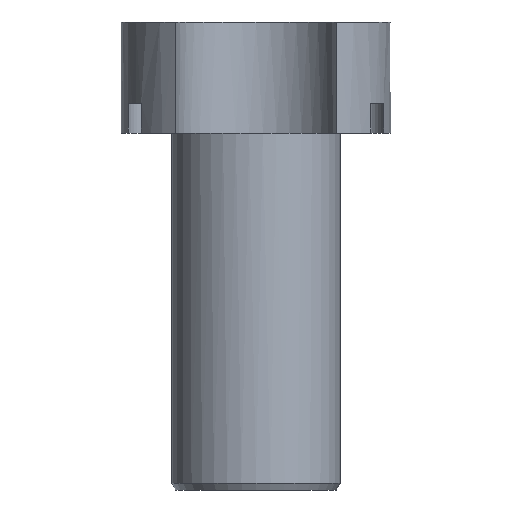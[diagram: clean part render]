
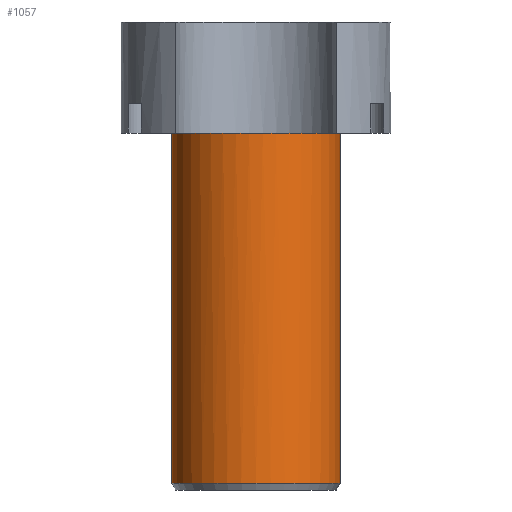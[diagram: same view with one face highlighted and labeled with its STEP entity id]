
A CAD part, front view. The second image highlights one B-rep face of the part: STEP entity #1057.
In plain terms, the highlighted cylindrical face has radius 12.5 mm (diameter 25 mm), a partial arc.
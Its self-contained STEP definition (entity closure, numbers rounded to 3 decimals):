
#54 = CARTESIAN_POINT ( 'NONE',  ( 0., 0., 1. ) ) ;
#55 = ORIENTED_EDGE ( 'NONE', *, *, #167, .F. ) ;
#68 = DIRECTION ( 'NONE',  ( -1., 0., 0. ) ) ;
#91 = DIRECTION ( 'NONE',  ( 0., 0., 1. ) ) ;
#98 = AXIS2_PLACEMENT_3D ( 'NONE', #54, #770, #508 ) ;
#123 = CYLINDRICAL_SURFACE ( 'NONE', #694, 12.5 ) ;
#167 = EDGE_CURVE ( 'NONE', #1457, #1369, #635, .T. ) ;
#180 = LINE ( 'NONE', #309, #904 ) ;
#222 = DIRECTION ( 'NONE',  ( 1., 0., 0. ) ) ;
#242 = VECTOR ( 'NONE', #1561, 1000. ) ;
#298 = ORIENTED_EDGE ( 'NONE', *, *, #887, .T. ) ;
#309 = CARTESIAN_POINT ( 'NONE',  ( 12.5, 0., 2. ) ) ;
#323 = CARTESIAN_POINT ( 'NONE',  ( 12.5, 0., 1. ) ) ;
#407 = CIRCLE ( 'NONE', #1547, 12.5 ) ;
#472 = EDGE_CURVE ( 'NONE', #1313, #1437, #1455, .T. ) ;
#493 = ORIENTED_EDGE ( 'NONE', *, *, #1283, .F. ) ;
#508 = DIRECTION ( 'NONE',  ( 1., 0., 0. ) ) ;
#599 = DIRECTION ( 'NONE',  ( 0., 0., -1. ) ) ;
#625 = CARTESIAN_POINT ( 'NONE',  ( -9.68, -7.908, 53. ) ) ;
#635 = CIRCLE ( 'NONE', #1230, 12.5 ) ;
#670 = EDGE_CURVE ( 'NONE', #1369, #1469, #1658, .T. ) ;
#690 = CARTESIAN_POINT ( 'NONE',  ( -12.5, 0., 53. ) ) ;
#694 = AXIS2_PLACEMENT_3D ( 'NONE', #1765, #1359, #68 ) ;
#709 = VERTEX_POINT ( 'NONE', #690 ) ;
#770 = DIRECTION ( 'NONE',  ( 0., 0., 1. ) ) ;
#817 = EDGE_LOOP ( 'NONE', ( #493, #1608, #55, #1226, #298, #1064 ) ) ;
#859 = FACE_OUTER_BOUND ( 'NONE', #817, .T. ) ;
#887 = EDGE_CURVE ( 'NONE', #709, #1313, #1546, .T. ) ;
#900 = CARTESIAN_POINT ( 'NONE',  ( 12.5, 0., 53. ) ) ;
#904 = VECTOR ( 'NONE', #599, 1000. ) ;
#1022 = DIRECTION ( 'NONE',  ( 0., 0., 1. ) ) ;
#1057 = ADVANCED_FACE ( 'NONE', ( #859 ), #123, .T. ) ;
#1064 = ORIENTED_EDGE ( 'NONE', *, *, #472, .T. ) ;
#1136 = CARTESIAN_POINT ( 'NONE',  ( -12.5, 0., 1. ) ) ;
#1226 = ORIENTED_EDGE ( 'NONE', *, *, #1318, .F. ) ;
#1228 = DIRECTION ( 'NONE',  ( 1., 0., 0. ) ) ;
#1230 = AXIS2_PLACEMENT_3D ( 'NONE', #1645, #91, #1228 ) ;
#1237 = CARTESIAN_POINT ( 'NONE',  ( 0., 0., 53. ) ) ;
#1283 = EDGE_CURVE ( 'NONE', #1469, #1437, #180, .T. ) ;
#1294 = CARTESIAN_POINT ( 'NONE',  ( 0., 0., 53. ) ) ;
#1313 = VERTEX_POINT ( 'NONE', #1136 ) ;
#1318 = EDGE_CURVE ( 'NONE', #709, #1457, #407, .T. ) ;
#1359 = DIRECTION ( 'NONE',  ( 0., 0., -1. ) ) ;
#1369 = VERTEX_POINT ( 'NONE', #1554 ) ;
#1374 = DIRECTION ( 'NONE',  ( 0., 0., 1. ) ) ;
#1429 = CARTESIAN_POINT ( 'NONE',  ( -12.5, 0., 2. ) ) ;
#1437 = VERTEX_POINT ( 'NONE', #323 ) ;
#1455 = CIRCLE ( 'NONE', #98, 12.5 ) ;
#1457 = VERTEX_POINT ( 'NONE', #625 ) ;
#1469 = VERTEX_POINT ( 'NONE', #900 ) ;
#1536 = AXIS2_PLACEMENT_3D ( 'NONE', #1237, #1374, #222 ) ;
#1546 = LINE ( 'NONE', #1429, #242 ) ;
#1547 = AXIS2_PLACEMENT_3D ( 'NONE', #1294, #1022, #1563 ) ;
#1554 = CARTESIAN_POINT ( 'NONE',  ( 9.68, -7.908, 53. ) ) ;
#1561 = DIRECTION ( 'NONE',  ( 0., 0., -1. ) ) ;
#1563 = DIRECTION ( 'NONE',  ( 1., 0., 0. ) ) ;
#1608 = ORIENTED_EDGE ( 'NONE', *, *, #670, .F. ) ;
#1645 = CARTESIAN_POINT ( 'NONE',  ( 0., 0., 53. ) ) ;
#1658 = CIRCLE ( 'NONE', #1536, 12.5 ) ;
#1765 = CARTESIAN_POINT ( 'NONE',  ( 0., 0., 2. ) ) ;
